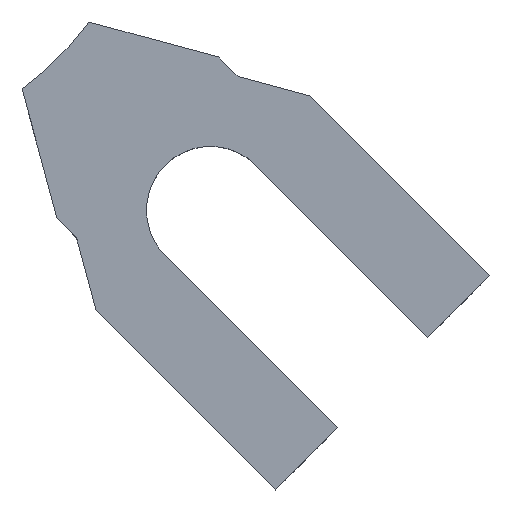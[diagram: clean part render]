
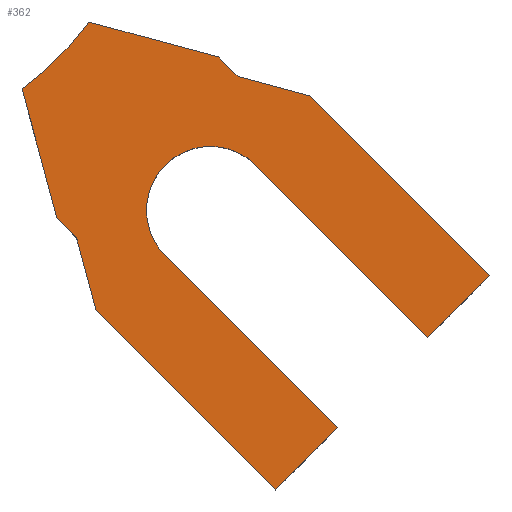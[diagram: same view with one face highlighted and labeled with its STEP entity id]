
A CAD part, top view. The second image highlights one B-rep face of the part: STEP entity #362.
In plain terms, the highlighted planar face has unit normal (0, 0, 1).
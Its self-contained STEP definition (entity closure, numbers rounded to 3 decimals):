
#32=PLANE('',#410);
#52=FACE_OUTER_BOUND('',#74,.T.);
#74=EDGE_LOOP('',(#325,#326,#327,#328,#329,#330,#331,#332,#333,#334,#335,
#336,#337,#338));
#77=LINE('',#527,#117);
#81=LINE('',#535,#121);
#84=LINE('',#541,#124);
#87=LINE('',#547,#127);
#90=LINE('',#553,#130);
#94=LINE('',#565,#134);
#97=LINE('',#571,#137);
#100=LINE('',#577,#140);
#103=LINE('',#583,#143);
#106=LINE('',#589,#146);
#109=LINE('',#595,#149);
#113=LINE('',#606,#153);
#117=VECTOR('',#433,10.);
#121=VECTOR('',#439,10.);
#124=VECTOR('',#444,10.);
#127=VECTOR('',#449,10.);
#130=VECTOR('',#454,10.);
#134=VECTOR('',#466,10.);
#137=VECTOR('',#471,10.);
#140=VECTOR('',#476,10.);
#143=VECTOR('',#481,10.);
#146=VECTOR('',#486,10.);
#149=VECTOR('',#491,10.);
#153=VECTOR('',#503,10.);
#159=CIRCLE('',#397,22.997);
#161=CIRCLE('',#406,5.1);
#167=VERTEX_POINT('',#525);
#168=VERTEX_POINT('',#526);
#171=VERTEX_POINT('',#534);
#173=VERTEX_POINT('',#540);
#175=VERTEX_POINT('',#546);
#177=VERTEX_POINT('',#552);
#179=VERTEX_POINT('',#558);
#181=VERTEX_POINT('',#564);
#183=VERTEX_POINT('',#570);
#185=VERTEX_POINT('',#576);
#187=VERTEX_POINT('',#582);
#189=VERTEX_POINT('',#588);
#191=VERTEX_POINT('',#594);
#193=VERTEX_POINT('',#600);
#201=EDGE_CURVE('',#167,#168,#77,.T.);
#205=EDGE_CURVE('',#171,#167,#81,.T.);
#208=EDGE_CURVE('',#173,#171,#84,.T.);
#211=EDGE_CURVE('',#175,#173,#87,.T.);
#214=EDGE_CURVE('',#177,#175,#90,.T.);
#217=EDGE_CURVE('',#179,#177,#159,.T.);
#220=EDGE_CURVE('',#181,#179,#94,.T.);
#223=EDGE_CURVE('',#183,#181,#97,.T.);
#226=EDGE_CURVE('',#185,#183,#100,.T.);
#229=EDGE_CURVE('',#187,#185,#103,.T.);
#232=EDGE_CURVE('',#189,#187,#106,.T.);
#235=EDGE_CURVE('',#191,#189,#109,.T.);
#238=EDGE_CURVE('',#193,#191,#161,.T.);
#241=EDGE_CURVE('',#168,#193,#113,.T.);
#325=ORIENTED_EDGE('',*,*,#241,.F.);
#326=ORIENTED_EDGE('',*,*,#201,.F.);
#327=ORIENTED_EDGE('',*,*,#205,.F.);
#328=ORIENTED_EDGE('',*,*,#208,.F.);
#329=ORIENTED_EDGE('',*,*,#211,.F.);
#330=ORIENTED_EDGE('',*,*,#214,.F.);
#331=ORIENTED_EDGE('',*,*,#217,.F.);
#332=ORIENTED_EDGE('',*,*,#220,.F.);
#333=ORIENTED_EDGE('',*,*,#223,.F.);
#334=ORIENTED_EDGE('',*,*,#226,.F.);
#335=ORIENTED_EDGE('',*,*,#229,.F.);
#336=ORIENTED_EDGE('',*,*,#232,.F.);
#337=ORIENTED_EDGE('',*,*,#235,.F.);
#338=ORIENTED_EDGE('',*,*,#238,.F.);
#362=ADVANCED_FACE('',(#52),#32,.F.);
#397=AXIS2_PLACEMENT_3D('',#559,#459,#460);
#406=AXIS2_PLACEMENT_3D('',#601,#496,#497);
#410=AXIS2_PLACEMENT_3D('',#609,#507,#508);
#433=DIRECTION('',(-0.707,-0.707,0.));
#439=DIRECTION('',(0.707,-0.707,0.));
#444=DIRECTION('',(0.966,-0.26,0.));
#449=DIRECTION('',(0.707,-0.707,0.));
#454=DIRECTION('',(0.966,-0.26,0.));
#459=DIRECTION('center_axis',(0.,0.,1.));
#460=DIRECTION('ref_axis',(-0.813,0.582,0.));
#466=DIRECTION('',(-0.26,0.966,0.));
#471=DIRECTION('',(-0.707,0.707,0.));
#476=DIRECTION('',(-0.26,0.966,0.));
#481=DIRECTION('',(-0.707,0.707,0.));
#486=DIRECTION('',(-0.707,-0.707,0.));
#491=DIRECTION('',(0.707,-0.707,0.));
#496=DIRECTION('center_axis',(0.,0.,1.));
#497=DIRECTION('ref_axis',(0.707,-0.707,0.));
#503=DIRECTION('',(-0.707,0.707,0.));
#507=DIRECTION('center_axis',(0.,0.,-1.));
#508=DIRECTION('ref_axis',(-1.,0.,0.));
#525=CARTESIAN_POINT('',(-23.041,40.153,7.));
#526=CARTESIAN_POINT('',(-27.991,35.204,7.));
#527=CARTESIAN_POINT('',(-23.041,40.153,7.));
#534=CARTESIAN_POINT('',(-37.326,54.438,7.));
#535=CARTESIAN_POINT('',(-37.326,54.438,7.));
#540=CARTESIAN_POINT('',(-43.125,56.001,7.));
#541=CARTESIAN_POINT('',(-43.125,56.001,7.));
#546=CARTESIAN_POINT('',(-44.685,57.56,7.));
#547=CARTESIAN_POINT('',(-44.685,57.56,7.));
#552=CARTESIAN_POINT('',(-55.026,60.346,7.));
#553=CARTESIAN_POINT('',(-55.026,60.346,7.));
#558=CARTESIAN_POINT('',(-60.346,55.026,7.));
#559=CARTESIAN_POINT('Origin',(-73.728,73.728,7.));
#564=CARTESIAN_POINT('',(-57.56,44.685,7.));
#565=CARTESIAN_POINT('',(-57.56,44.685,7.));
#570=CARTESIAN_POINT('',(-56.001,43.125,7.));
#571=CARTESIAN_POINT('',(-56.001,43.125,7.));
#576=CARTESIAN_POINT('',(-54.438,37.326,7.));
#577=CARTESIAN_POINT('',(-54.438,37.326,7.));
#582=CARTESIAN_POINT('',(-40.153,23.041,7.));
#583=CARTESIAN_POINT('',(-31.69,14.578,7.));
#588=CARTESIAN_POINT('',(-35.204,27.991,7.));
#589=CARTESIAN_POINT('',(-35.204,27.991,7.));
#594=CARTESIAN_POINT('',(-48.933,41.721,7.));
#595=CARTESIAN_POINT('',(-48.933,41.721,7.));
#600=CARTESIAN_POINT('',(-41.721,48.933,7.));
#601=CARTESIAN_POINT('Origin',(-45.327,45.327,7.));
#606=CARTESIAN_POINT('',(-19.528,26.74,7.));
#609=CARTESIAN_POINT('Origin',(-41.694,41.694,7.));
